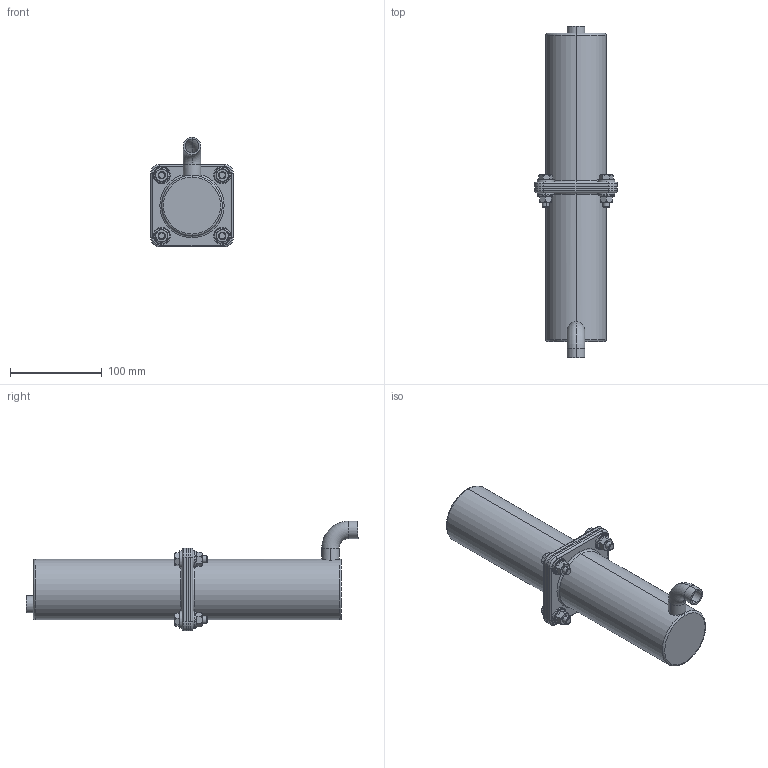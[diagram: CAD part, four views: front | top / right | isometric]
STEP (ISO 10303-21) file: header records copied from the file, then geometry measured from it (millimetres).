
FILE_DESCRIPTION (( 'STEP AP214' ), '1' );
FILE_NAME ('Boiler SubAssy.STEP', '2020-04-01T02:25:39', ( '' ), ( '' ), 'SwSTEP 2.0', 'SolidWorks 2017', '' );
FILE_SCHEMA (( 'AUTOMOTIVE_DESIGN' ));
Length unit declared in the file: millimetre
Products named in the file (8): Seal; flat washer narrow_am_B18.22M - Plain washer, 8 mm, narrow; hex flange nut_am_B18.2.2.4M - Hex flange nut, M8 x 1.25 --N; formed hex screw_am_B18.2.3.2M - Formed hex screw, M8 x 1.25 x 30 --30WN; Boiler Top; Boiler Bottom; Heatting Coil; Boiler SubAssy
Assembly tree (20 placements, depth 2):
  Boiler SubAssy
    Boiler Bottom
    Boiler Top
    Seal
    hex flange nut_am_B18.2.2.4M - Hex flange nut, M8 x 1.25 --N  x4
    flat washer narrow_am_B18.22M - Plain washer, 8 mm, narrow  x8
    formed hex screw_am_B18.2.3.2M - Formed hex screw, M8 x 1.25 x 30 --30WN  x4
    Heatting Coil
Bounding box: 90 x 361.59 x 119.5 mm (x, y, z)
Volume: 326159.2 mm3; surface area: 228955.4 mm2
Topology: 20 solids, 20 shells, 432 faces, 952 edges, 572 vertices
Faces by surface type: cylinder 148, plane 138, cone 80, torus 42, bspline 24
Entity records: 6747 total; most frequent: CARTESIAN_POINT 1540, DIRECTION 1122, ORIENTED_EDGE 944, AXIS2_PLACEMENT_3D 481, EDGE_CURVE 472, VERTEX_POINT 288, CIRCLE 260, EDGE_LOOP 246
